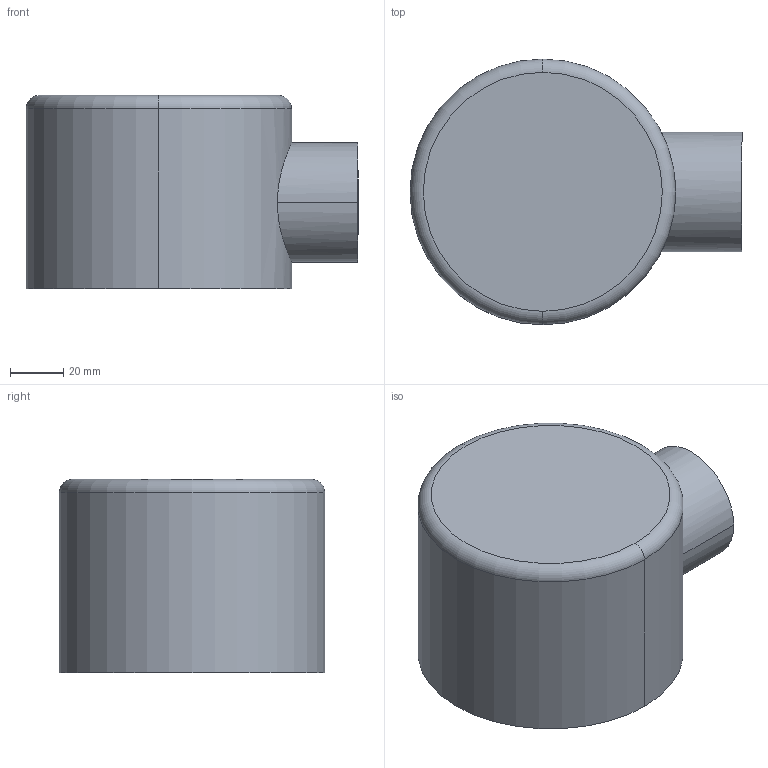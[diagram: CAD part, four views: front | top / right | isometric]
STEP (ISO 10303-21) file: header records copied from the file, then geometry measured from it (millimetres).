
FILE_DESCRIPTION (( 'STEP AP203' ), '1' );
FILE_NAME ('Khop_5_Default_sldprt.STEP', '2023-11-04T07:08:35', ( '' ), ( '' ), 'SwSTEP 2.0', 'SolidWorks 2020', '' );
FILE_SCHEMA (( 'CONFIG_CONTROL_DESIGN' ));
Length unit declared in the file: millimetre
Products named in the file (1): Khop_5_Default_sldprt
Bounding box: 125 x 100 x 72.75 mm (x, y, z)
Volume: 611555.7 mm3; surface area: 41740.9 mm2
Topology: 1 solids, 1 shells, 9 faces, 16 edges, 10 vertices
Faces by surface type: cylinder 4, plane 3, torus 2
Entity records: 417 total; most frequent: CARTESIAN_POINT 156, DIRECTION 44, ORIENTED_EDGE 32, AXIS2_PLACEMENT_3D 20, EDGE_CURVE 16, CIRCLE 10, VERTEX_POINT 10, EDGE_LOOP 10
